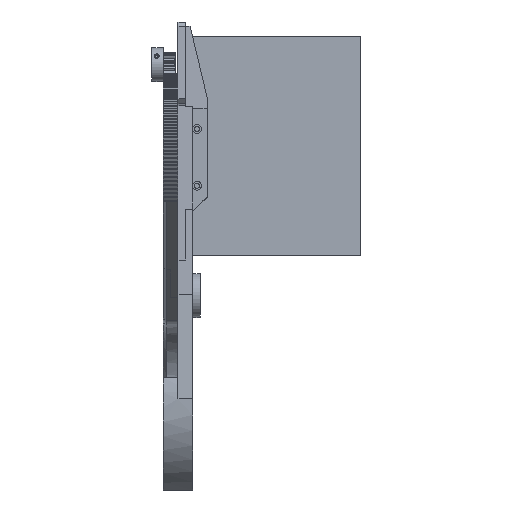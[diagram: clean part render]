
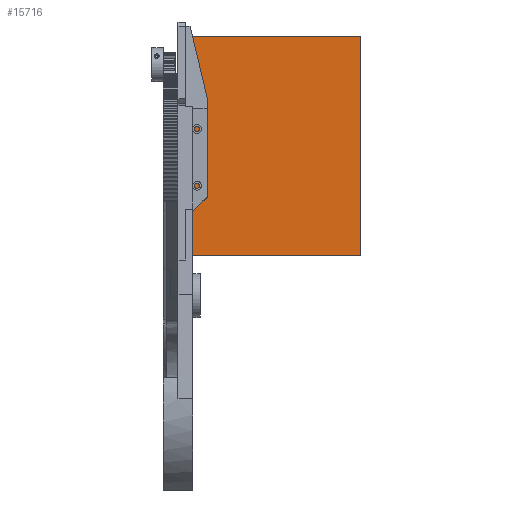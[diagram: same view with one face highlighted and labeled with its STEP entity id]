
A CAD part, top view. The second image highlights one B-rep face of the part: STEP entity #15716.
In plain terms, the highlighted planar face has unit normal (0, 0, 1).
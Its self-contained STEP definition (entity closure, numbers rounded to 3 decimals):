
#910=PLANE('',#17089);
#1699=FACE_OUTER_BOUND('',#2554,.T.);
#2554=EDGE_LOOP('',(#14903,#14904,#14905,#14906));
#4227=LINE('',#26584,#5906);
#4228=LINE('',#26586,#5907);
#4229=LINE('',#26588,#5908);
#4230=LINE('',#26589,#5909);
#5906=VECTOR('',#21484,10.);
#5907=VECTOR('',#21485,10.);
#5908=VECTOR('',#21486,10.);
#5909=VECTOR('',#21487,10.);
#8028=VERTEX_POINT('',#26582);
#8029=VERTEX_POINT('',#26583);
#8030=VERTEX_POINT('',#26585);
#8031=VERTEX_POINT('',#26587);
#10321=EDGE_CURVE('',#8028,#8029,#4227,.T.);
#10322=EDGE_CURVE('',#8029,#8030,#4228,.T.);
#10323=EDGE_CURVE('',#8030,#8031,#4229,.T.);
#10324=EDGE_CURVE('',#8031,#8028,#4230,.T.);
#14903=ORIENTED_EDGE('',*,*,#10321,.T.);
#14904=ORIENTED_EDGE('',*,*,#10322,.T.);
#14905=ORIENTED_EDGE('',*,*,#10323,.T.);
#14906=ORIENTED_EDGE('',*,*,#10324,.T.);
#15716=ADVANCED_FACE('',(#1699),#910,.T.);
#17089=AXIS2_PLACEMENT_3D('',#26581,#21482,#21483);
#21482=DIRECTION('center_axis',(0.,0.,1.));
#21483=DIRECTION('ref_axis',(0.,1.,0.));
#21484=DIRECTION('',(-1.,0.,0.));
#21485=DIRECTION('',(0.,-1.,0.));
#21486=DIRECTION('',(1.,0.,0.));
#21487=DIRECTION('',(0.,1.,0.));
#26581=CARTESIAN_POINT('Origin',(-122.5,-82.,35.313));
#26582=CARTESIAN_POINT('',(-60.,-7.,35.313));
#26583=CARTESIAN_POINT('',(-185.,-7.,35.313));
#26584=CARTESIAN_POINT('',(-122.5,-7.,35.313));
#26585=CARTESIAN_POINT('',(-185.,-157.,35.313));
#26586=CARTESIAN_POINT('',(-185.,-82.,35.313));
#26587=CARTESIAN_POINT('',(-60.,-157.,35.313));
#26588=CARTESIAN_POINT('',(-122.5,-157.,35.313));
#26589=CARTESIAN_POINT('',(-60.,-82.,35.313));
